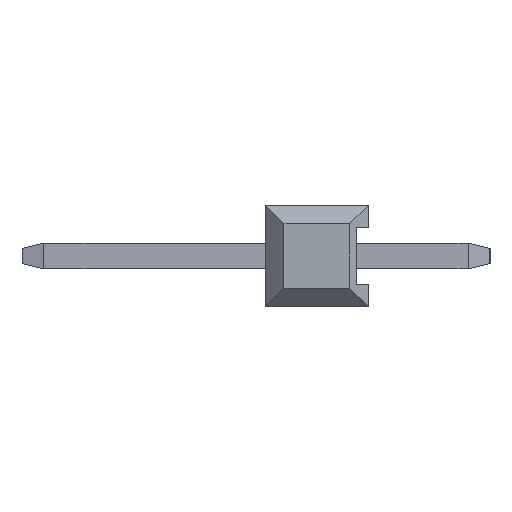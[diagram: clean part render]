
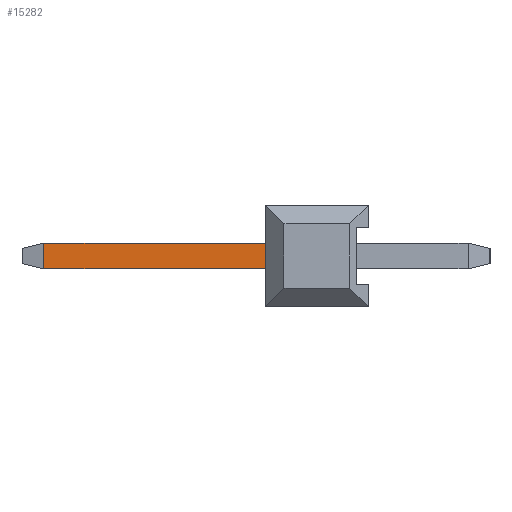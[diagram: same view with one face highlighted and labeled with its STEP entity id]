
A CAD part, left-side view. The second image highlights one B-rep face of the part: STEP entity #15282.
In plain terms, the highlighted planar face has unit normal (-1, 0, 0).
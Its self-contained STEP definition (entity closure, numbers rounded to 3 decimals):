
#2177 = CARTESIAN_POINT ( 'NONE',  ( -0.32, 7.999, 0.32 ) ) ;
#2179 = CARTESIAN_POINT ( 'NONE',  ( -0.32, 7.999, -0.32 ) ) ;
#2206 = CARTESIAN_POINT ( 'NONE',  ( -0.32, 2.54, 0.32 ) ) ;
#2207 = CARTESIAN_POINT ( 'NONE',  ( -0.32, 2.54, -0.32 ) ) ;
#2655 = VECTOR ( 'NONE', #21353, 1000. ) ;
#2656 = VECTOR ( 'NONE', #21356, 1000. ) ;
#5291 = EDGE_CURVE ( 'NONE', #13604, #13603, #21171, .T. ) ;
#5327 = VECTOR ( 'NONE', #21347, 1000. ) ;
#5690 = VECTOR ( 'NONE', #21173, 1000. ) ;
#7184 = ORIENTED_EDGE ( 'NONE', *, *, #13039, .F. ) ;
#7186 = ORIENTED_EDGE ( 'NONE', *, *, #13036, .T. ) ;
#7188 = ORIENTED_EDGE ( 'NONE', *, *, #13038, .T. ) ;
#7190 = ORIENTED_EDGE ( 'NONE', *, *, #5291, .T. ) ;
#13036 = EDGE_CURVE ( 'NONE', #13576, #13604, #21345, .T. ) ;
#13038 = EDGE_CURVE ( 'NONE', #13574, #13576, #21351, .T. ) ;
#13039 = EDGE_CURVE ( 'NONE', #13574, #13603, #21354, .T. ) ;
#13574 = VERTEX_POINT ( 'NONE', #2177 ) ;
#13576 = VERTEX_POINT ( 'NONE', #2179 ) ;
#13603 = VERTEX_POINT ( 'NONE', #2206 ) ;
#13604 = VERTEX_POINT ( 'NONE', #2207 ) ;
#15282 = ADVANCED_FACE ( 'NONE', ( #17655 ), #16929, .T. ) ;
#16929 = PLANE ( 'NONE',  #17661 ) ;
#16930 = CARTESIAN_POINT ( 'NONE',  ( -0.32, 8.54, 0.32 ) ) ;
#16931 = DIRECTION ( 'NONE',  ( -1., 0., 0. ) ) ;
#16932 = DIRECTION ( 'NONE',  ( 0., 0., 1. ) ) ;
#17655 = FACE_OUTER_BOUND ( 'NONE', #21667, .T. ) ;
#17661 = AXIS2_PLACEMENT_3D ( 'NONE', #16930, #16931, #16932 ) ;
#21171 = LINE ( 'NONE', #21172, #5690 ) ;
#21172 = CARTESIAN_POINT ( 'NONE',  ( -0.32, 2.54, -0.32 ) ) ;
#21173 = DIRECTION ( 'NONE',  ( 0., 0., 1. ) ) ;
#21345 = LINE ( 'NONE', #21346, #5327 ) ;
#21346 = CARTESIAN_POINT ( 'NONE',  ( -0.32, 8.54, -0.32 ) ) ;
#21347 = DIRECTION ( 'NONE',  ( 0., -1., 0. ) ) ;
#21351 = LINE ( 'NONE', #21352, #2655 ) ;
#21352 = CARTESIAN_POINT ( 'NONE',  ( -0.32, 7.999, 0.32 ) ) ;
#21353 = DIRECTION ( 'NONE',  ( 0., 0., -1. ) ) ;
#21354 = LINE ( 'NONE', #21355, #2656 ) ;
#21355 = CARTESIAN_POINT ( 'NONE',  ( -0.32, 8.54, 0.32 ) ) ;
#21356 = DIRECTION ( 'NONE',  ( 0., -1., 0. ) ) ;
#21667 = EDGE_LOOP ( 'NONE', ( #7184, #7188, #7186, #7190 ) ) ;
